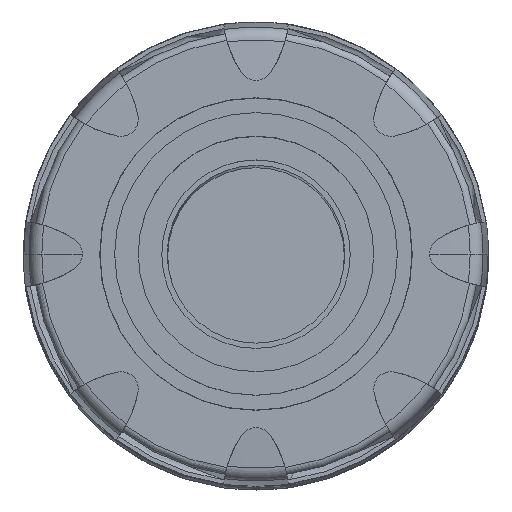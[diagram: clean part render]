
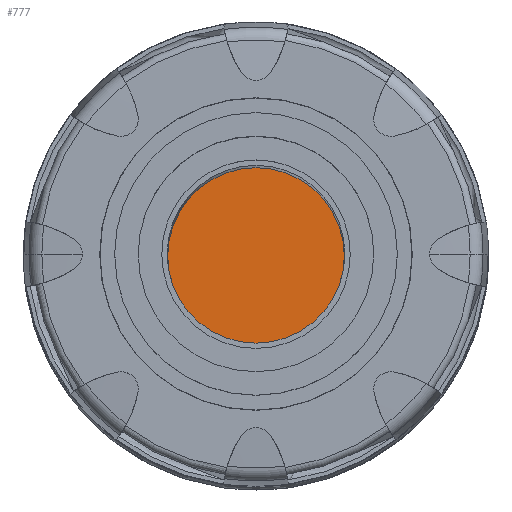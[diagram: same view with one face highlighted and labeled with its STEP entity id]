
A CAD part, top view. The second image highlights one B-rep face of the part: STEP entity #777.
In plain terms, the highlighted planar face has unit normal (0, 0, 1).
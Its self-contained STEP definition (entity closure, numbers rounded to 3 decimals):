
#777=ADVANCED_FACE('',(#1784),#1785,.T.);
#1784=FACE_OUTER_BOUND('',#3074,.T.);
#1785=PLANE('',#3075);
#3074=EDGE_LOOP('',(#5091,#5092));
#3075=AXIS2_PLACEMENT_3D('',#5093,#5094,#5095);
#5091=ORIENTED_EDGE('',*,*,#8151,.T.);
#5092=ORIENTED_EDGE('',*,*,#8176,.T.);
#5093=CARTESIAN_POINT('',(7.5,0.0,175.0));
#5094=DIRECTION('',(0.0,0.0,1.0));
#5095=DIRECTION('',(1.0,0.0,0.0));
#8151=EDGE_CURVE('',#9826,#9830,#9832,.T.);
#8176=EDGE_CURVE('',#9830,#9826,#9865,.T.);
#9826=VERTEX_POINT('',#13059);
#9830=VERTEX_POINT('',#13064);
#9832=CIRCLE('',#13067,15.0);
#9865=CIRCLE('',#13106,15.0);
#13059=CARTESIAN_POINT('',(15.0,0.0,175.0));
#13064=CARTESIAN_POINT('',(-15.0,0.,175.0));
#13067=AXIS2_PLACEMENT_3D('',#16731,#16732,#16733);
#13106=AXIS2_PLACEMENT_3D('',#16767,#16768,#16769);
#16731=CARTESIAN_POINT('',(0.0,0.0,175.0));
#16732=DIRECTION('',(0.0,0.0,1.0));
#16733=DIRECTION('',(1.0,0.0,0.0));
#16767=CARTESIAN_POINT('',(0.0,0.0,175.0));
#16768=DIRECTION('',(0.0,0.0,1.0));
#16769=DIRECTION('',(1.0,0.0,0.0));
